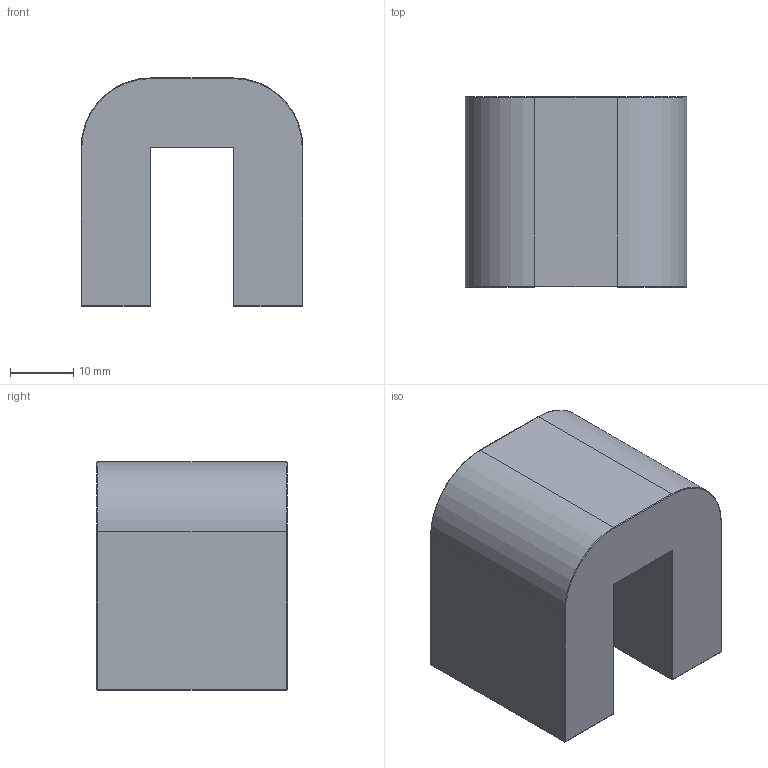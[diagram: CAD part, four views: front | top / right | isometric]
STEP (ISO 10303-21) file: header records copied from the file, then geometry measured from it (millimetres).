
FILE_DESCRIPTION (( 'STEP AP214' ), '1' );
FILE_NAME ('CC-R-20.step', '2022-04-21T18:56:16', ( '' ), ( '' ), 'SwSTEP 2.0', 'SolidWorks 2021', '' );
FILE_SCHEMA (( 'AUTOMOTIVE_DESIGN' ));
Length unit declared in the file: millimetre
Products named in the file (1): CC-R-20
Bounding box: 35 x 30 x 36 mm (x, y, z)
Volume: 26491.1 mm3; surface area: 7219.5 mm2
Topology: 1 solids, 1 shells, 50 faces, 112 edges, 56 vertices
Faces by surface type: cylinder 24, plane 10, sphere 8, torus 8
Entity records: 1338 total; most frequent: DIRECTION 262, CARTESIAN_POINT 211, ORIENTED_EDGE 208, AXIS2_PLACEMENT_3D 107, EDGE_CURVE 104, CIRCLE 56, VERTEX_POINT 56, ADVANCED_FACE 50
